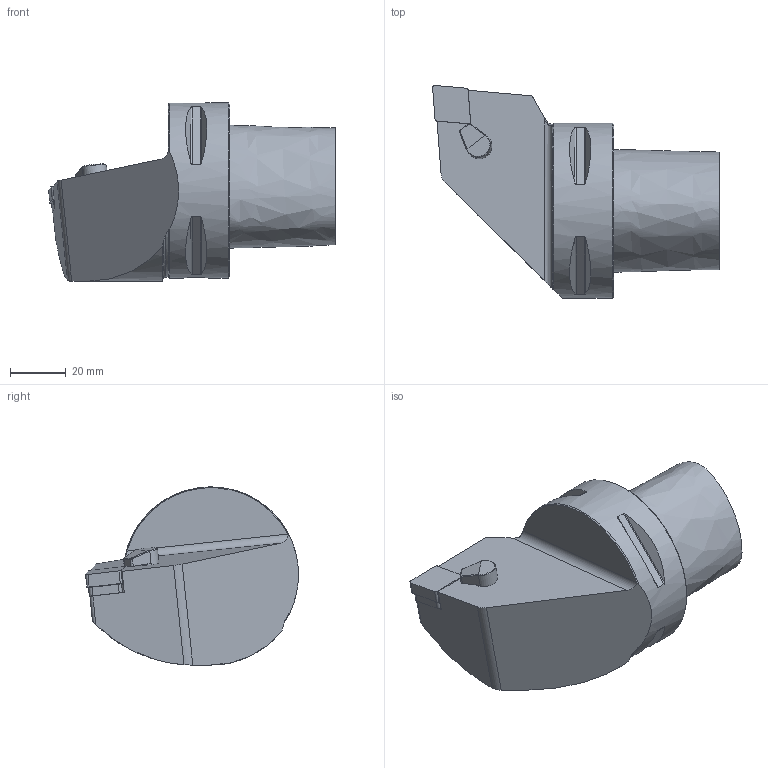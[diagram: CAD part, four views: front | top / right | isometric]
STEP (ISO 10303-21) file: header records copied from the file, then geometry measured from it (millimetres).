
FILE_DESCRIPTION(/* description */ (''),/* implementation_level */ '2;1');
FILE_NAME(/* name */ 'AC6 PCLNL 45065 12 H.stp',/* time_stamp */ '2024-11-22T14:52:57+03:00',/* author */ (''),/* organization */ (''),/* preprocessor_version */ 'ST-DEVELOPER v19.4',/* originating_system */ 'SIEMENS PLM Software NX2306.9102',/* authorisation */ '');
FILE_SCHEMA (('AUTOMOTIVE_DESIGN { 1 0 10303 214 3 1 1 1 }'));
Length unit declared in the file: millimetre
Products named in the file (1): AC6 PCLNR 45065 12 H-Light step-Dxf_objects
Bounding box: 103 x 76.5 x 64 mm (x, y, z)
Volume: 187236.2 mm3; surface area: 22760.7 mm2
Topology: 2 solids, 2 shells, 104 faces, 262 edges, 170 vertices
Faces by surface type: plane 58, cylinder 32, cone 8, bspline 4, torus 2
Full cylindrical faces by diameter (mm): 4 x1, 9 x1, 10 x1, 63 x1
Entity records: 4010 total; most frequent: CARTESIAN_POINT 1438, ORIENTED_EDGE 492, DIRECTION 474, EDGE_CURVE 246, AXIS2_PLACEMENT_3D 173, VERTEX_POINT 165, LINE 128, VECTOR 128
